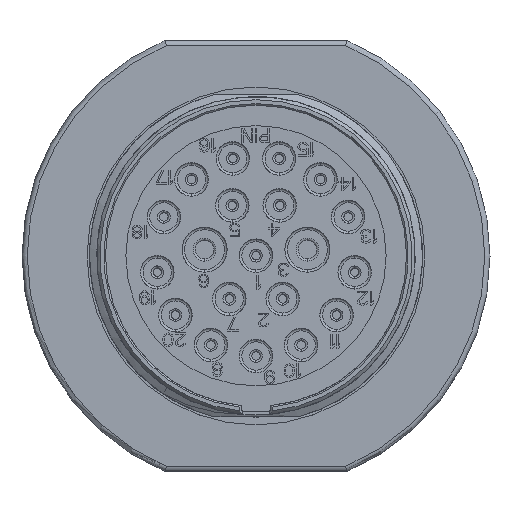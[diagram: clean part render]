
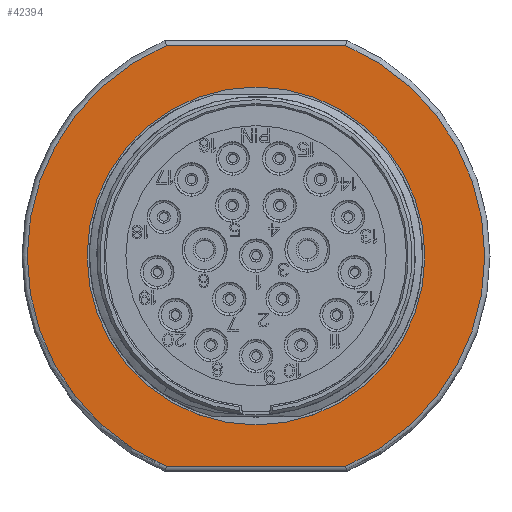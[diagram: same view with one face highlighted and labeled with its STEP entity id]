
A CAD part, top view. The second image highlights one B-rep face of the part: STEP entity #42394.
In plain terms, the highlighted planar face has unit normal (0, 0, 1).
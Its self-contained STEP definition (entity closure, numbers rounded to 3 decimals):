
#3841=CARTESIAN_POINT('',(0.,0.,15.34));
#3842=DIRECTION('',(0.,0.,-1.));
#3843=DIRECTION('',(-0.393,-0.92,0.));
#3844=AXIS2_PLACEMENT_3D('',#3841,#3842,#3843);
#3846=CARTESIAN_POINT('',(0.,0.,15.34));
#3847=DIRECTION('',(0.,0.,-1.));
#3848=DIRECTION('',(-1.,0.001,0.));
#3849=AXIS2_PLACEMENT_3D('',#3846,#3847,#3848);
#3851=CARTESIAN_POINT('',(0.,0.,15.34));
#3852=DIRECTION('',(0.,0.,-1.));
#3853=DIRECTION('',(0.393,0.92,0.));
#3854=AXIS2_PLACEMENT_3D('',#3851,#3852,#3853);
#3856=CARTESIAN_POINT('',(0.,0.,15.34));
#3857=DIRECTION('',(0.,0.,-1.));
#3858=DIRECTION('',(1.,-0.001,0.));
#3859=AXIS2_PLACEMENT_3D('',#3856,#3857,#3858);
#3861=CARTESIAN_POINT('',(0.,0.,15.34));
#3862=DIRECTION('',(0.,0.,1.));
#3863=DIRECTION('',(-1.,0.,0.));
#3864=AXIS2_PLACEMENT_3D('',#3861,#3862,#3863);
#3866=CARTESIAN_POINT('',(0.,0.,15.34));
#3867=DIRECTION('',(0.,0.,1.));
#3868=DIRECTION('',(1.,0.,0.));
#3869=AXIS2_PLACEMENT_3D('',#3866,#3867,#3868);
#3902=DIRECTION('',(1.,0.,0.));
#3903=VECTOR('',#3902,17.116);
#3904=CARTESIAN_POINT('',(-8.558,-20.05,15.34));
#3905=LINE('',#3904,#3903);
#3942=DIRECTION('',(-1.,0.,0.));
#3943=VECTOR('',#3942,17.116);
#3944=CARTESIAN_POINT('',(8.558,20.05,15.34));
#3945=LINE('',#3944,#3943);
#34260=CARTESIAN_POINT('',(-21.8,0.02,15.34));
#34261=CARTESIAN_POINT('',(-8.558,20.05,15.34));
#34262=VERTEX_POINT('',#34260);
#34263=VERTEX_POINT('',#34261);
#34264=CARTESIAN_POINT('',(-8.558,-20.05,15.34));
#34265=VERTEX_POINT('',#34264);
#34266=CARTESIAN_POINT('',(8.558,20.05,15.34));
#34267=VERTEX_POINT('',#34266);
#34268=CARTESIAN_POINT('',(21.8,-0.02,15.34));
#34269=CARTESIAN_POINT('',(8.558,-20.05,15.34));
#34270=VERTEX_POINT('',#34268);
#34271=VERTEX_POINT('',#34269);
#38441=CARTESIAN_POINT('',(-16.1,0.,15.34));
#38442=CARTESIAN_POINT('',(16.1,0.,15.34));
#38443=VERTEX_POINT('',#38441);
#38444=VERTEX_POINT('',#38442);
#42370=CARTESIAN_POINT('',(0.,0.,15.34));
#42371=DIRECTION('',(0.,0.,-1.));
#42372=DIRECTION('',(0.,-1.,0.));
#42373=AXIS2_PLACEMENT_3D('',#42370,#42371,#42372);
#42374=PLANE('',#42373);
#42376=ORIENTED_EDGE('',*,*,#42375,.T.);
#42378=ORIENTED_EDGE('',*,*,#42377,.T.);
#42380=ORIENTED_EDGE('',*,*,#42379,.F.);
#42382=ORIENTED_EDGE('',*,*,#42381,.T.);
#42384=ORIENTED_EDGE('',*,*,#42383,.T.);
#42386=ORIENTED_EDGE('',*,*,#42385,.F.);
#42387=EDGE_LOOP('',(#42376,#42378,#42380,#42382,#42384,#42386));
#42388=FACE_OUTER_BOUND('',#42387,.F.);
#42389=ORIENTED_EDGE('',*,*,#42360,.T.);
#42391=ORIENTED_EDGE('',*,*,#42390,.T.);
#42392=EDGE_LOOP('',(#42389,#42391));
#42393=FACE_BOUND('',#42392,.F.);
#42394=ADVANCED_FACE('',(#42388,#42393),#42374,.F.);
#3845=CIRCLE('',#3844,21.8);
#3850=CIRCLE('',#3849,21.8);
#3855=CIRCLE('',#3854,21.8);
#3860=CIRCLE('',#3859,21.8);
#3865=CIRCLE('',#3864,16.1);
#3870=CIRCLE('',#3869,16.1);
#42360=EDGE_CURVE('',#38443,#38444,#3865,.T.);
#42375=EDGE_CURVE('',#34265,#34262,#3845,.T.);
#42377=EDGE_CURVE('',#34262,#34263,#3850,.T.);
#42379=EDGE_CURVE('',#34267,#34263,#3945,.T.);
#42381=EDGE_CURVE('',#34267,#34270,#3855,.T.);
#42383=EDGE_CURVE('',#34270,#34271,#3860,.T.);
#42385=EDGE_CURVE('',#34265,#34271,#3905,.T.);
#42390=EDGE_CURVE('',#38444,#38443,#3870,.T.);
